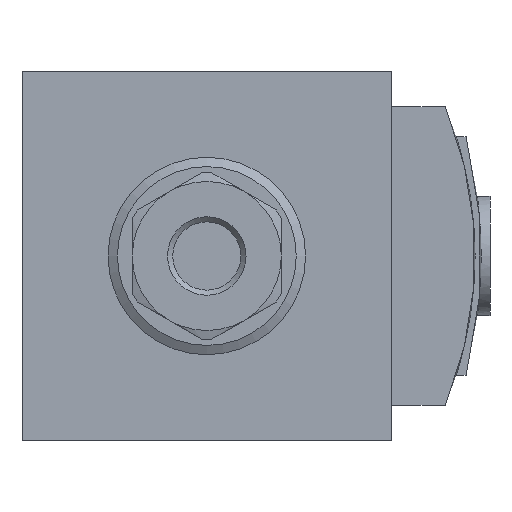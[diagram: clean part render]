
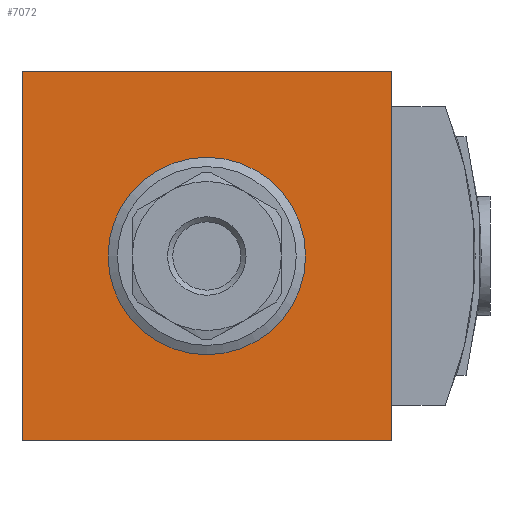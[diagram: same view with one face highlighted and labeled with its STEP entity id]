
A CAD part, front view. The second image highlights one B-rep face of the part: STEP entity #7072.
In plain terms, the highlighted planar face has unit normal (0, -1, 0).
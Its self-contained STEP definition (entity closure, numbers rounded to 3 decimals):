
#145=PLANE('',#7431);
#327=CIRCLE('',#7432,16.559);
#599=LINE('',#9631,#1151);
#671=LINE('',#9816,#1223);
#679=LINE('',#9833,#1231);
#713=LINE('',#9909,#1265);
#1151=VECTOR('',#8086,1000.);
#1223=VECTOR('',#8216,1000.);
#1231=VECTOR('',#8226,1000.);
#1265=VECTOR('',#8294,1000.);
#2050=ORIENTED_EDGE('',*,*,#3300,.F.);
#2051=ORIENTED_EDGE('',*,*,#3243,.F.);
#2052=ORIENTED_EDGE('',*,*,#3157,.F.);
#2053=ORIENTED_EDGE('',*,*,#3251,.F.);
#2054=ORIENTED_EDGE('',*,*,#3293,.F.);
#3157=EDGE_CURVE('',#3813,#3814,#599,.T.);
#3243=EDGE_CURVE('',#3814,#3879,#671,.T.);
#3251=EDGE_CURVE('',#3886,#3813,#679,.T.);
#3293=EDGE_CURVE('',#3879,#3886,#713,.T.);
#3300=EDGE_CURVE('',#3916,#3916,#327,.F.);
#3813=VERTEX_POINT('',#9630);
#3814=VERTEX_POINT('',#9632);
#3879=VERTEX_POINT('',#9817);
#3886=VERTEX_POINT('',#9832);
#3916=VERTEX_POINT('',#9924);
#4255=EDGE_LOOP('',(#2050));
#4256=EDGE_LOOP('',(#2051,#2052,#2053,#2054));
#4631=FACE_BOUND('',#4255,.T.);
#4632=FACE_BOUND('',#4256,.T.);
#7072=ADVANCED_FACE('',(#4631,#4632),#145,.F.);
#7431=AXIS2_PLACEMENT_3D('',#9922,#8308,#8309);
#7432=AXIS2_PLACEMENT_3D('',#9923,#8310,#8311);
#8086=DIRECTION('',(-1.,0.,0.));
#8216=DIRECTION('',(0.,0.,1.));
#8226=DIRECTION('',(0.,0.,-1.));
#8294=DIRECTION('',(1.,0.,0.));
#8308=DIRECTION('',(0.,1.,0.));
#8309=DIRECTION('',(0.,0.,1.));
#8310=DIRECTION('',(0.,1.,0.));
#8311=DIRECTION('',(0.,0.,1.));
#9630=CARTESIAN_POINT('',(31.,-45.5,-31.));
#9631=CARTESIAN_POINT('',(31.,-45.5,-31.));
#9632=CARTESIAN_POINT('',(-31.,-45.5,-31.));
#9816=CARTESIAN_POINT('',(-31.,-45.5,-31.));
#9817=CARTESIAN_POINT('',(-31.,-45.5,31.));
#9832=CARTESIAN_POINT('',(31.,-45.5,31.));
#9833=CARTESIAN_POINT('',(31.,-45.5,31.));
#9909=CARTESIAN_POINT('',(-31.,-45.5,31.));
#9922=CARTESIAN_POINT('',(0.,-45.5,0.));
#9923=CARTESIAN_POINT('',(0.,-45.5,0.));
#9924=CARTESIAN_POINT('',(0.,-45.5,16.559));
